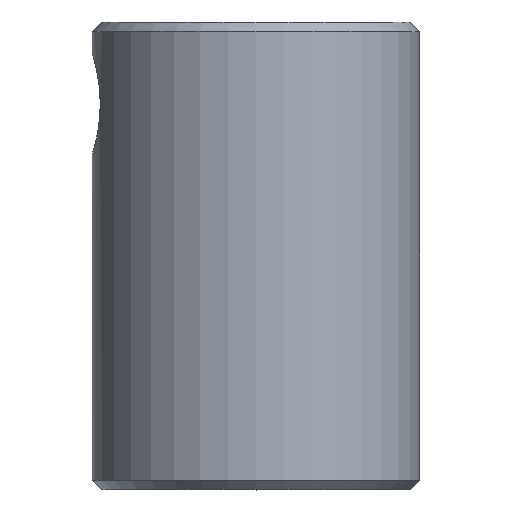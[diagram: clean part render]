
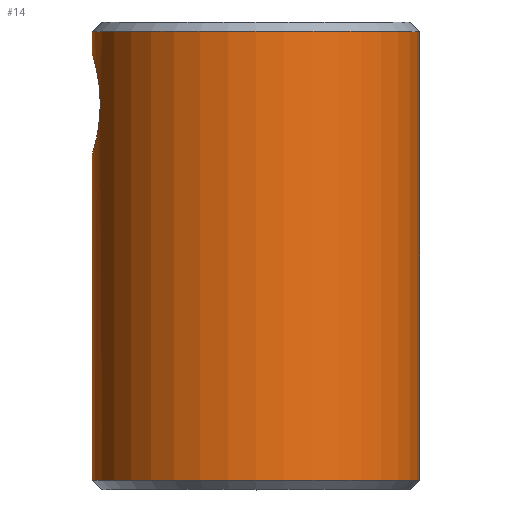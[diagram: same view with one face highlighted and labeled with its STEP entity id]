
A CAD part, top view. The second image highlights one B-rep face of the part: STEP entity #14.
In plain terms, the highlighted cylindrical face has radius 7 mm (diameter 14 mm), a full revolution.
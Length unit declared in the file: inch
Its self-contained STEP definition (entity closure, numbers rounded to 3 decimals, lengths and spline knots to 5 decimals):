
#3 = CARTESIAN_POINT ( 'NONE',  ( 0., 0., 0. ) ) ;
#6 = CARTESIAN_POINT ( 'NONE',  ( -0.2743, 0.72894, -0.02711 ) ) ;
#8 = DIRECTION ( 'NONE',  ( 0., -1., 0. ) ) ;
#9 = CARTESIAN_POINT ( 'NONE',  ( -0.26259, 0.65515, -0.08366 ) ) ;
#11 = B_SPLINE_CURVE_WITH_KNOTS ( 'NONE', 3,
 ( #287, #15, #152, #260, #228, #72, #309, #315, #74, #233, #264, #258, #255, #46, #173, #342, #148, #18, #12, #64, #200, #146, #123, #9, #283, #262, #67, #347, #155, #176, #129, #6, #102, #226, #340, #311, #307, #171, #119, #279, #95, #93, #36, #230, #202, #38, #121, #41, #338, #69, #150, #98, #205, #178, #346, #285 ),
 .UNSPECIFIED., .T., .F.,
 ( 4, 2, 2, 2, 2, 2, 2, 2, 2, 2, 2, 2, 2, 2, 2, 2, 2, 2, 2, 2, 2, 2, 2, 2, 2, 2, 2, 4 ),
 ( 0., 0.00042, 0.00084, 0.00126, 0.00167, 0.00251, 0.00293, 0.00335, 0.00377, 0.00419, 0.00461, 0.00502, 0.00544, 0.00586, 0.0067, 0.00754, 0.00795, 0.00837, 0.00921, 0.00963, 0.01005, 0.01047, 0.01088, 0.01172, 0.01214, 0.01256, 0.01298, 0.0134 ),
 .UNSPECIFIED. ) ;
#12 = CARTESIAN_POINT ( 'NONE',  ( -0.26516, 0.61238, -0.07513 ) ) ;
#14 = ADVANCED_FACE ( 'NONE', ( #276, #65, #71 ), #284, .T. ) ;
#15 = CARTESIAN_POINT ( 'NONE',  ( -0.27001, 0.5866, 0.05531 ) ) ;
#17 = AXIS2_PLACEMENT_3D ( 'NONE', #217, #106, #50 ) ;
#18 = CARTESIAN_POINT ( 'NONE',  ( -0.26589, 0.60758, -0.07254 ) ) ;
#20 = CARTESIAN_POINT ( 'NONE',  ( 0., 0.77165, -0.27559 ) ) ;
#25 = CARTESIAN_POINT ( 'NONE',  ( -0.26916, 0.59048, 0.05919 ) ) ;
#36 = CARTESIAN_POINT ( 'NONE',  ( -0.26748, 0.70073, 0.06645 ) ) ;
#38 = CARTESIAN_POINT ( 'NONE',  ( -0.26332, 0.67168, 0.08143 ) ) ;
#41 = CARTESIAN_POINT ( 'NONE',  ( -0.26258, 0.64415, 0.08366 ) ) ;
#43 = ORIENTED_EDGE ( 'NONE', *, *, #131, .T. ) ;
#46 = CARTESIAN_POINT ( 'NONE',  ( -0.27085, 0.58314, -0.0511 ) ) ;
#49 = VERTEX_POINT ( 'NONE', #25 ) ;
#50 = DIRECTION ( 'NONE',  ( 0., 0., -1. ) ) ;
#59 = CIRCLE ( 'NONE', #17, 0.27559 ) ;
#64 = CARTESIAN_POINT ( 'NONE',  ( -0.26392, 0.62258, -0.07937 ) ) ;
#65 = FACE_OUTER_BOUND ( 'NONE', #254, .T. ) ;
#67 = CARTESIAN_POINT ( 'NONE',  ( -0.26393, 0.67671, -0.07934 ) ) ;
#69 = CARTESIAN_POINT ( 'NONE',  ( -0.26343, 0.62781, 0.08096 ) ) ;
#71 = FACE_OUTER_BOUND ( 'NONE', #97, .T. ) ;
#72 = CARTESIAN_POINT ( 'NONE',  ( -0.27431, 0.57025, 0.02706 ) ) ;
#74 = CARTESIAN_POINT ( 'NONE',  ( -0.27559, 0.56594, 0.00547 ) ) ;
#93 = CARTESIAN_POINT ( 'NONE',  ( -0.26832, 0.70492, 0.063 ) ) ;
#95 = CARTESIAN_POINT ( 'NONE',  ( -0.27001, 0.71261, 0.05531 ) ) ;
#97 = EDGE_LOOP ( 'NONE', ( #278 ) ) ;
#98 = CARTESIAN_POINT ( 'NONE',  ( -0.26515, 0.61247, 0.07517 ) ) ;
#102 = CARTESIAN_POINT ( 'NONE',  ( -0.27478, 0.73057, -0.02176 ) ) ;
#106 = DIRECTION ( 'NONE',  ( 0., -1., 0. ) ) ;
#118 = AXIS2_PLACEMENT_3D ( 'NONE', #3, #8, #280 ) ;
#119 = CARTESIAN_POINT ( 'NONE',  ( -0.27241, 0.72216, 0.042 ) ) ;
#121 = CARTESIAN_POINT ( 'NONE',  ( -0.26259, 0.66062, 0.08366 ) ) ;
#123 = CARTESIAN_POINT ( 'NONE',  ( -0.26258, 0.64414, -0.08366 ) ) ;
#129 = CARTESIAN_POINT ( 'NONE',  ( -0.27252, 0.72264, -0.04225 ) ) ;
#131 = EDGE_CURVE ( 'NONE', #156, #156, #365, .T. ) ;
#146 = CARTESIAN_POINT ( 'NONE',  ( -0.26276, 0.63857, -0.08311 ) ) ;
#148 = CARTESIAN_POINT ( 'NONE',  ( -0.26747, 0.59855, -0.0665 ) ) ;
#150 = CARTESIAN_POINT ( 'NONE',  ( -0.26392, 0.62259, 0.07937 ) ) ;
#152 = CARTESIAN_POINT ( 'NONE',  ( -0.27085, 0.58314, 0.05111 ) ) ;
#154 = EDGE_CURVE ( 'NONE', #319, #319, #59, .T. ) ;
#155 = CARTESIAN_POINT ( 'NONE',  ( -0.26748, 0.70108, -0.06684 ) ) ;
#156 = VERTEX_POINT ( 'NONE', #160 ) ;
#159 = CARTESIAN_POINT ( 'NONE',  ( 0., 0.01575, 0. ) ) ;
#160 = CARTESIAN_POINT ( 'NONE',  ( 0., 0.01575, -0.27559 ) ) ;
#171 = CARTESIAN_POINT ( 'NONE',  ( -0.27311, 0.72474, 0.03721 ) ) ;
#173 = CARTESIAN_POINT ( 'NONE',  ( -0.27002, 0.58658, -0.05529 ) ) ;
#176 = CARTESIAN_POINT ( 'NONE',  ( -0.27085, 0.71641, -0.05151 ) ) ;
#178 = CARTESIAN_POINT ( 'NONE',  ( -0.26746, 0.59857, 0.06651 ) ) ;
#184 = DIRECTION ( 'NONE',  ( 0., 0., -1. ) ) ;
#195 = EDGE_LOOP ( 'NONE', ( #251 ) ) ;
#200 = CARTESIAN_POINT ( 'NONE',  ( -0.26343, 0.62783, -0.08096 ) ) ;
#202 = CARTESIAN_POINT ( 'NONE',  ( -0.26516, 0.68678, 0.07515 ) ) ;
#205 = CARTESIAN_POINT ( 'NONE',  ( -0.26589, 0.60759, 0.07255 ) ) ;
#209 = AXIS2_PLACEMENT_3D ( 'NONE', #159, #323, #184 ) ;
#217 = CARTESIAN_POINT ( 'NONE',  ( 0., 0.77165, 0. ) ) ;
#226 = CARTESIAN_POINT ( 'NONE',  ( -0.27542, 0.73272, -0.01101 ) ) ;
#228 = CARTESIAN_POINT ( 'NONE',  ( -0.27312, 0.57446, 0.03717 ) ) ;
#230 = CARTESIAN_POINT ( 'NONE',  ( -0.26589, 0.69166, 0.07253 ) ) ;
#233 = CARTESIAN_POINT ( 'NONE',  ( -0.27559, 0.56595, -0.01097 ) ) ;
#251 = ORIENTED_EDGE ( 'NONE', *, *, #349, .T. ) ;
#254 = EDGE_LOOP ( 'NONE', ( #43 ) ) ;
#255 = CARTESIAN_POINT ( 'NONE',  ( -0.2724, 0.57707, -0.04204 ) ) ;
#258 = CARTESIAN_POINT ( 'NONE',  ( -0.27312, 0.57445, -0.03715 ) ) ;
#260 = CARTESIAN_POINT ( 'NONE',  ( -0.2724, 0.57708, 0.04206 ) ) ;
#262 = CARTESIAN_POINT ( 'NONE',  ( -0.26343, 0.67138, -0.08097 ) ) ;
#264 = CARTESIAN_POINT ( 'NONE',  ( -0.27489, 0.56817, -0.02205 ) ) ;
#276 = FACE_BOUND ( 'NONE', #195, .T. ) ;
#278 = ORIENTED_EDGE ( 'NONE', *, *, #154, .T. ) ;
#279 = CARTESIAN_POINT ( 'NONE',  ( -0.27086, 0.71612, 0.05103 ) ) ;
#280 = DIRECTION ( 'NONE',  ( 0., 0., -1. ) ) ;
#283 = CARTESIAN_POINT ( 'NONE',  ( -0.26276, 0.6606, -0.08312 ) ) ;
#284 = CYLINDRICAL_SURFACE ( 'NONE', #118, 0.27559 ) ;
#285 = CARTESIAN_POINT ( 'NONE',  ( -0.26916, 0.59048, 0.05919 ) ) ;
#287 = CARTESIAN_POINT ( 'NONE',  ( -0.26916, 0.59048, 0.05919 ) ) ;
#307 = CARTESIAN_POINT ( 'NONE',  ( -0.2749, 0.73107, 0.02198 ) ) ;
#309 = CARTESIAN_POINT ( 'NONE',  ( -0.27478, 0.56866, 0.02183 ) ) ;
#311 = CARTESIAN_POINT ( 'NONE',  ( -0.27559, 0.73327, 0.01107 ) ) ;
#315 = CARTESIAN_POINT ( 'NONE',  ( -0.27542, 0.56649, 0.01101 ) ) ;
#319 = VERTEX_POINT ( 'NONE', #20 ) ;
#323 = DIRECTION ( 'NONE',  ( 0., 1., 0. ) ) ;
#338 = CARTESIAN_POINT ( 'NONE',  ( -0.26276, 0.63857, 0.08311 ) ) ;
#340 = CARTESIAN_POINT ( 'NONE',  ( -0.27559, 0.73327, -0.00555 ) ) ;
#342 = CARTESIAN_POINT ( 'NONE',  ( -0.26833, 0.59427, -0.06299 ) ) ;
#346 = CARTESIAN_POINT ( 'NONE',  ( -0.2683, 0.59437, 0.06307 ) ) ;
#347 = CARTESIAN_POINT ( 'NONE',  ( -0.26577, 0.69181, -0.07305 ) ) ;
#349 = EDGE_CURVE ( 'NONE', #49, #49, #11, .T. ) ;
#365 = CIRCLE ( 'NONE', #209, 0.27559 ) ;
